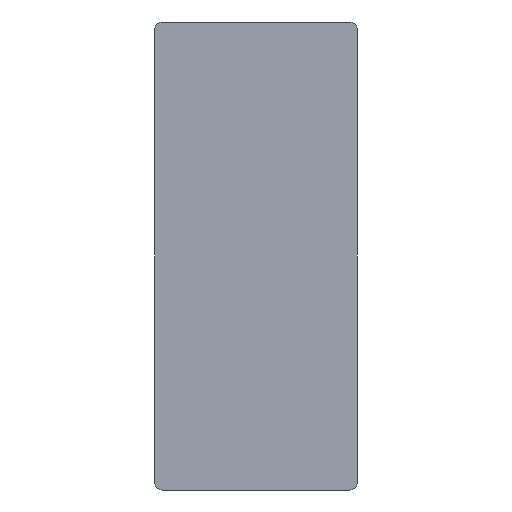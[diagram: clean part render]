
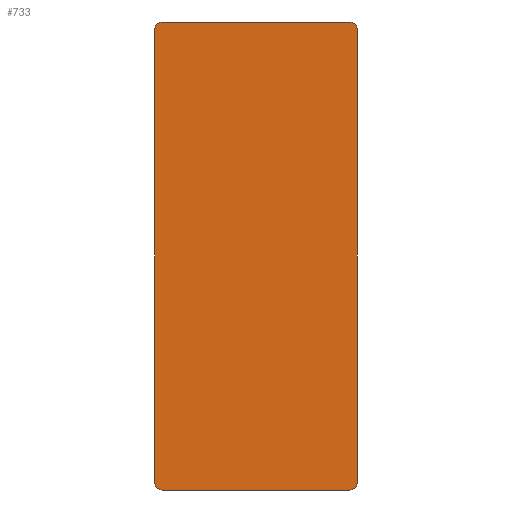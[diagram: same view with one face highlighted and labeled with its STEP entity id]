
A CAD part, front view. The second image highlights one B-rep face of the part: STEP entity #733.
In plain terms, the highlighted planar face has unit normal (0, -1, 0).
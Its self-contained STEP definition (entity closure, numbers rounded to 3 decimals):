
#28=PLANE('',#854);
#38=LINE('',#1169,#83);
#42=LINE('',#1178,#87);
#49=LINE('',#1208,#94);
#73=LINE('',#1329,#118);
#83=VECTOR('',#916,10.);
#87=VECTOR('',#926,10.);
#94=VECTOR('',#955,10.);
#118=VECTOR('',#1113,10.);
#186=FACE_OUTER_BOUND('',#235,.T.);
#235=EDGE_LOOP('',(#665,#666,#667,#668,#669,#670,#671,#672));
#252=CIRCLE('',#774,2.5);
#253=CIRCLE('',#777,2.5);
#259=CIRCLE('',#785,2.5);
#260=CIRCLE('',#788,2.5);
#312=VERTEX_POINT('',#1166);
#313=VERTEX_POINT('',#1168);
#314=VERTEX_POINT('',#1172);
#315=VERTEX_POINT('',#1176);
#316=VERTEX_POINT('',#1180);
#326=VERTEX_POINT('',#1203);
#327=VERTEX_POINT('',#1207);
#328=VERTEX_POINT('',#1211);
#383=EDGE_CURVE('',#312,#313,#38,.T.);
#386=EDGE_CURVE('',#314,#312,#252,.T.);
#388=EDGE_CURVE('',#315,#314,#42,.T.);
#390=EDGE_CURVE('',#316,#315,#253,.T.);
#400=EDGE_CURVE('',#313,#326,#259,.T.);
#402=EDGE_CURVE('',#326,#327,#49,.T.);
#404=EDGE_CURVE('',#327,#328,#260,.T.);
#462=EDGE_CURVE('',#328,#316,#73,.T.);
#665=ORIENTED_EDGE('',*,*,#400,.F.);
#666=ORIENTED_EDGE('',*,*,#383,.F.);
#667=ORIENTED_EDGE('',*,*,#386,.F.);
#668=ORIENTED_EDGE('',*,*,#388,.F.);
#669=ORIENTED_EDGE('',*,*,#390,.F.);
#670=ORIENTED_EDGE('',*,*,#462,.F.);
#671=ORIENTED_EDGE('',*,*,#404,.F.);
#672=ORIENTED_EDGE('',*,*,#402,.F.);
#733=ADVANCED_FACE('',(#186),#28,.F.);
#774=AXIS2_PLACEMENT_3D('',#1174,#921,#922);
#777=AXIS2_PLACEMENT_3D('',#1182,#930,#931);
#785=AXIS2_PLACEMENT_3D('',#1204,#950,#951);
#788=AXIS2_PLACEMENT_3D('',#1212,#959,#960);
#854=AXIS2_PLACEMENT_3D('',#1330,#1114,#1115);
#916=DIRECTION('',(0.,0.,-1.));
#921=DIRECTION('center_axis',(0.,1.,0.));
#922=DIRECTION('ref_axis',(0.707,0.,0.707));
#926=DIRECTION('',(1.,0.,0.));
#930=DIRECTION('center_axis',(0.,1.,0.));
#931=DIRECTION('ref_axis',(-0.707,0.,0.707));
#950=DIRECTION('center_axis',(0.,1.,0.));
#951=DIRECTION('ref_axis',(0.707,0.,-0.707));
#955=DIRECTION('',(-1.,0.,0.));
#959=DIRECTION('center_axis',(0.,1.,0.));
#960=DIRECTION('ref_axis',(-0.707,0.,-0.707));
#1113=DIRECTION('',(0.,0.,1.));
#1114=DIRECTION('center_axis',(0.,1.,0.));
#1115=DIRECTION('ref_axis',(1.,0.,0.));
#1166=CARTESIAN_POINT('',(32.5,0.,72.5));
#1168=CARTESIAN_POINT('',(32.5,0.,-72.5));
#1169=CARTESIAN_POINT('',(32.5,0.,75.));
#1172=CARTESIAN_POINT('',(30.,0.,75.));
#1174=CARTESIAN_POINT('Origin',(30.,0.,72.5));
#1176=CARTESIAN_POINT('',(-30.,0.,75.));
#1178=CARTESIAN_POINT('',(-32.5,0.,75.));
#1180=CARTESIAN_POINT('',(-32.5,0.,72.5));
#1182=CARTESIAN_POINT('Origin',(-30.,0.,72.5));
#1203=CARTESIAN_POINT('',(30.,0.,-75.));
#1204=CARTESIAN_POINT('Origin',(30.,0.,-72.5));
#1207=CARTESIAN_POINT('',(-30.,0.,-75.));
#1208=CARTESIAN_POINT('',(32.5,0.,-75.));
#1211=CARTESIAN_POINT('',(-32.5,0.,-72.5));
#1212=CARTESIAN_POINT('Origin',(-30.,0.,-72.5));
#1329=CARTESIAN_POINT('',(-32.5,0.,-75.));
#1330=CARTESIAN_POINT('Origin',(0.,0.,0.));
